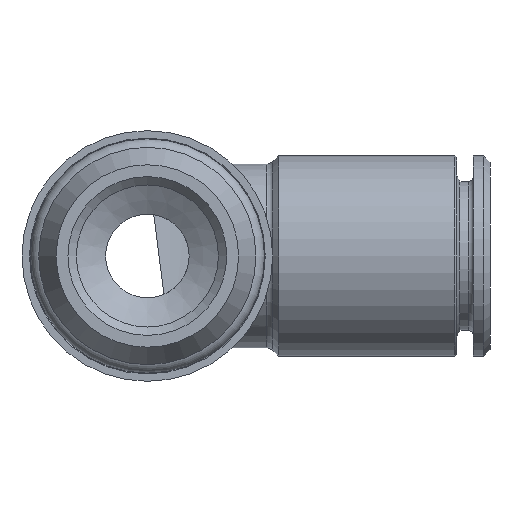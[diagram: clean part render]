
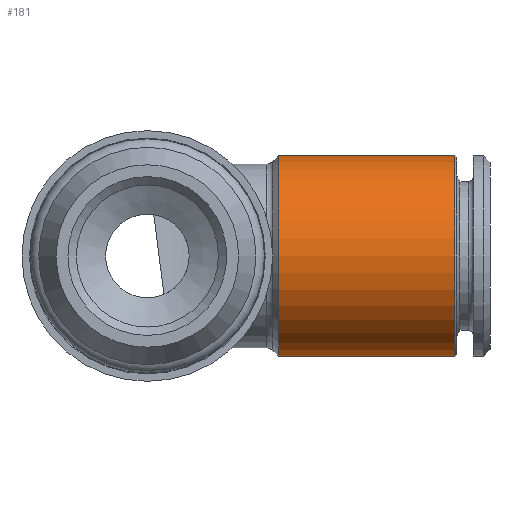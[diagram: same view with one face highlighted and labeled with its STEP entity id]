
A CAD part, front view. The second image highlights one B-rep face of the part: STEP entity #181.
In plain terms, the highlighted cylindrical face has radius 6 mm (diameter 12 mm), a full revolution.
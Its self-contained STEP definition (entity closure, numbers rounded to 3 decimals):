
#181 = ADVANCED_FACE( 'NONE', ( #270, #271 ), #272, .T. );
#270 = FACE_OUTER_BOUND( '', #631, .T. );
#271 = FACE_OUTER_BOUND( '', #632, .T. );
#272 = CYLINDRICAL_SURFACE( '', #633, 6. );
#631 = EDGE_LOOP( '', ( #860 ) );
#632 = EDGE_LOOP( '', ( #861 ) );
#633 = AXIS2_PLACEMENT_3D( '', #862, #863, #864 );
#860 = ORIENTED_EDGE( '', *, *, #1227, .T. );
#861 = ORIENTED_EDGE( '', *, *, #1228, .T. );
#862 = CARTESIAN_POINT( '', ( 0., 0., 0. ) );
#863 = DIRECTION( '', ( -1., 0., 0. ) );
#864 = DIRECTION( '', ( 0., 0., 1. ) );
#1227 = EDGE_CURVE( 'NONE', #1357, #1357, #1358, .T. );
#1228 = EDGE_CURVE( 'NONE', #1359, #1359, #1360, .T. );
#1357 = VERTEX_POINT( '', #1728 );
#1358 = CIRCLE( '', #1729, 6. );
#1359 = VERTEX_POINT( '', #1730 );
#1360 = CIRCLE( '', #1731, 6. );
#1728 = CARTESIAN_POINT( '', ( 18.4, 0., 6. ) );
#1729 = AXIS2_PLACEMENT_3D( '', #2017, #2018, #2019 );
#1730 = CARTESIAN_POINT( '', ( 7.854, 6., 0. ) );
#1731 = AXIS2_PLACEMENT_3D( '', #2020, #2021, #2022 );
#2017 = CARTESIAN_POINT( '', ( 18.4, 0., 0. ) );
#2018 = DIRECTION( '', ( -1., 0., 0. ) );
#2019 = DIRECTION( '', ( 0., 0., 1. ) );
#2020 = CARTESIAN_POINT( '', ( 7.854, 0., 0. ) );
#2021 = DIRECTION( '', ( 1., 0., 0. ) );
#2022 = DIRECTION( '', ( 0., 1., 0. ) );
